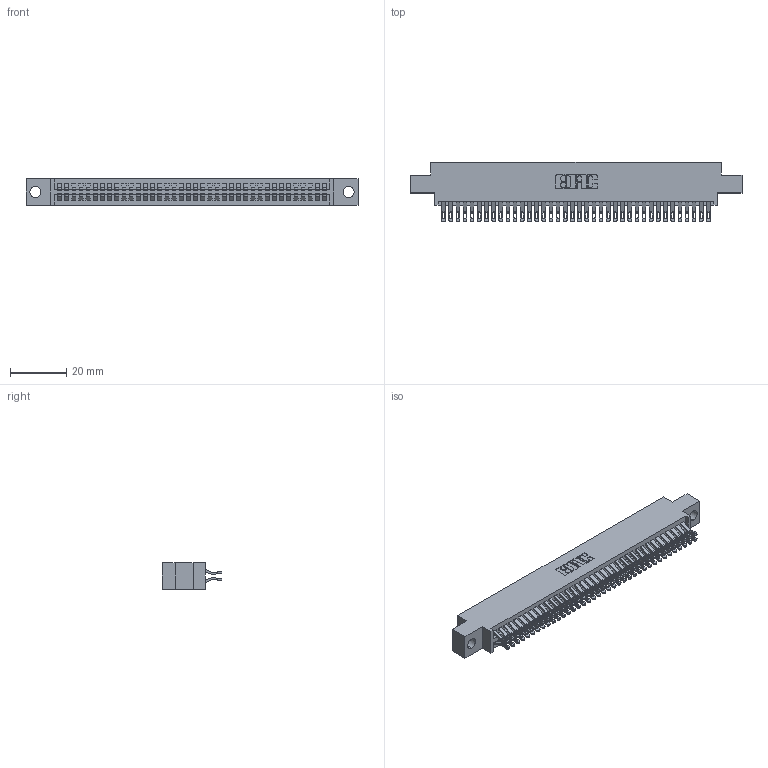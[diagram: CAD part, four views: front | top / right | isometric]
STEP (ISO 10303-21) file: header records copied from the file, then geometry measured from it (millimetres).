
FILE_DESCRIPTION (( 'STEP AP203' ), '1' );
FILE_NAME ('395-076-555-804.STEP', '2021-06-17T06:11:36', ( '' ), ( '' ), 'SwSTEP 2.0', 'SolidWorks 2020', '' );
FILE_SCHEMA (( 'CONFIG_CONTROL_DESIGN' ));
Length unit declared in the file: inch
Products named in the file (3): 395-076-555-804; 345 Part_0.170 Offset - 0.156 Dia-TI; 345-292-001_555 Tail
Assembly tree (77 placements, depth 2):
  395-076-555-804
    345 Part_0.170 Offset - 0.156 Dia-TI
    345-292-001_555 Tail  x76
Bounding box: 117.73 x 21.13 x 9.4 mm (x, y, z)
Volume: 11400.3 mm3; surface area: 17535.9 mm2
Topology: 77 solids, 77 shells, 4400 faces, 13841 edges, 9226 vertices
Faces by surface type: plane 2454, cylinder 1946
Entity records: 31231 total; most frequent: CARTESIAN_POINT 5280, ORIENTED_EDGE 5182, DIRECTION 4627, EDGE_CURVE 2591, LINE 2287, VECTOR 2287, VERTEX_POINT 1726, AXIS2_PLACEMENT_3D 1170
